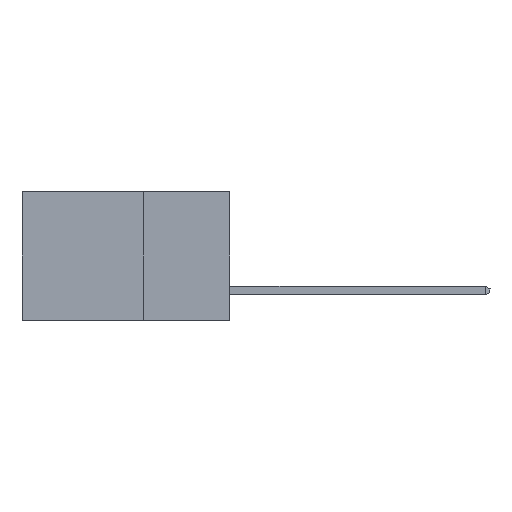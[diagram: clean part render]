
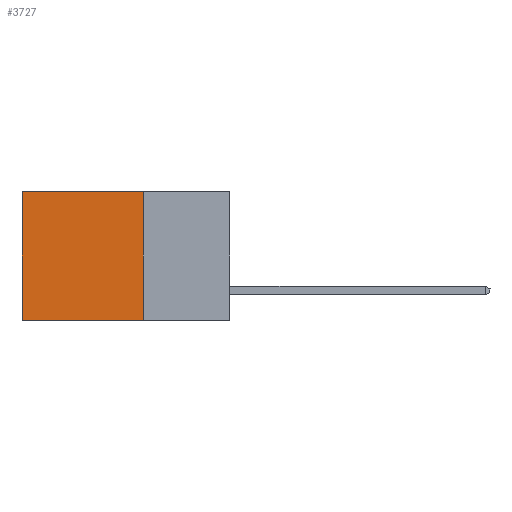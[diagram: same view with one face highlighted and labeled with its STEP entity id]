
A CAD part, left-side view. The second image highlights one B-rep face of the part: STEP entity #3727.
In plain terms, the highlighted planar face has unit normal (-1, 0, 0).
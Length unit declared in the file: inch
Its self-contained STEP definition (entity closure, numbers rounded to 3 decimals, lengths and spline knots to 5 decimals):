
#430 = EDGE_CURVE ( 'NONE', #5621, #11080, #18506, .T. ) ;
#661 = EDGE_CURVE ( 'NONE', #1144, #3576, #13208, .T. ) ;
#988 = LINE ( 'NONE', #10702, #19803 ) ;
#1043 = DIRECTION ( 'NONE',  ( 0., 0., -1. ) ) ;
#1144 = VERTEX_POINT ( 'NONE', #8124 ) ;
#2323 = PLANE ( 'NONE',  #17084 ) ;
#3562 = CARTESIAN_POINT ( 'NONE',  ( 0.298, 0.25, 0. ) ) ;
#3576 = VERTEX_POINT ( 'NONE', #12672 ) ;
#3727 = ADVANCED_FACE ( 'NONE', ( #8305 ), #2323, .F. ) ;
#5621 = VERTEX_POINT ( 'NONE', #3562 ) ;
#5661 = ORIENTED_EDGE ( 'NONE', *, *, #430, .F. ) ;
#6059 = EDGE_CURVE ( 'NONE', #11080, #3576, #988, .T. ) ;
#6086 = LINE ( 'NONE', #7075, #14758 ) ;
#6604 = CARTESIAN_POINT ( 'NONE',  ( 0.298, 0.25, 0. ) ) ;
#7017 = CARTESIAN_POINT ( 'NONE',  ( 0.298, 0.25, 0. ) ) ;
#7075 = CARTESIAN_POINT ( 'NONE',  ( 0.298, 0.25, 0. ) ) ;
#8124 = CARTESIAN_POINT ( 'NONE',  ( 0.298, 0.6, 0. ) ) ;
#8305 = FACE_OUTER_BOUND ( 'NONE', #17149, .T. ) ;
#8329 = ORIENTED_EDGE ( 'NONE', *, *, #661, .T. ) ;
#8808 = CARTESIAN_POINT ( 'NONE',  ( 0.298, 0.6, 0. ) ) ;
#9641 = DIRECTION ( 'NONE',  ( 0., 0., -1. ) ) ;
#10365 = DIRECTION ( 'NONE',  ( 0., 0., -1. ) ) ;
#10702 = CARTESIAN_POINT ( 'NONE',  ( 0.298, 0.25, -0.37 ) ) ;
#10943 = EDGE_CURVE ( 'NONE', #5621, #1144, #6086, .T. ) ;
#11080 = VERTEX_POINT ( 'NONE', #18028 ) ;
#12472 = VECTOR ( 'NONE', #10365, 39.37008 ) ;
#12672 = CARTESIAN_POINT ( 'NONE',  ( 0.298, 0.6, -0.37 ) ) ;
#13208 = LINE ( 'NONE', #8808, #12472 ) ;
#13217 = DIRECTION ( 'NONE',  ( 1., 0., 0. ) ) ;
#14758 = VECTOR ( 'NONE', #19414, 39.37008 ) ;
#17084 = AXIS2_PLACEMENT_3D ( 'NONE', #7017, #13217, #1043 ) ;
#17149 = EDGE_LOOP ( 'NONE', ( #8329, #19010, #5661, #18058 ) ) ;
#18028 = CARTESIAN_POINT ( 'NONE',  ( 0.298, 0.25, -0.37 ) ) ;
#18058 = ORIENTED_EDGE ( 'NONE', *, *, #10943, .T. ) ;
#18371 = DIRECTION ( 'NONE',  ( 0., 1., 0. ) ) ;
#18506 = LINE ( 'NONE', #6604, #19729 ) ;
#19010 = ORIENTED_EDGE ( 'NONE', *, *, #6059, .F. ) ;
#19414 = DIRECTION ( 'NONE',  ( 0., 1., 0. ) ) ;
#19729 = VECTOR ( 'NONE', #9641, 39.37008 ) ;
#19803 = VECTOR ( 'NONE', #18371, 39.37008 ) ;
